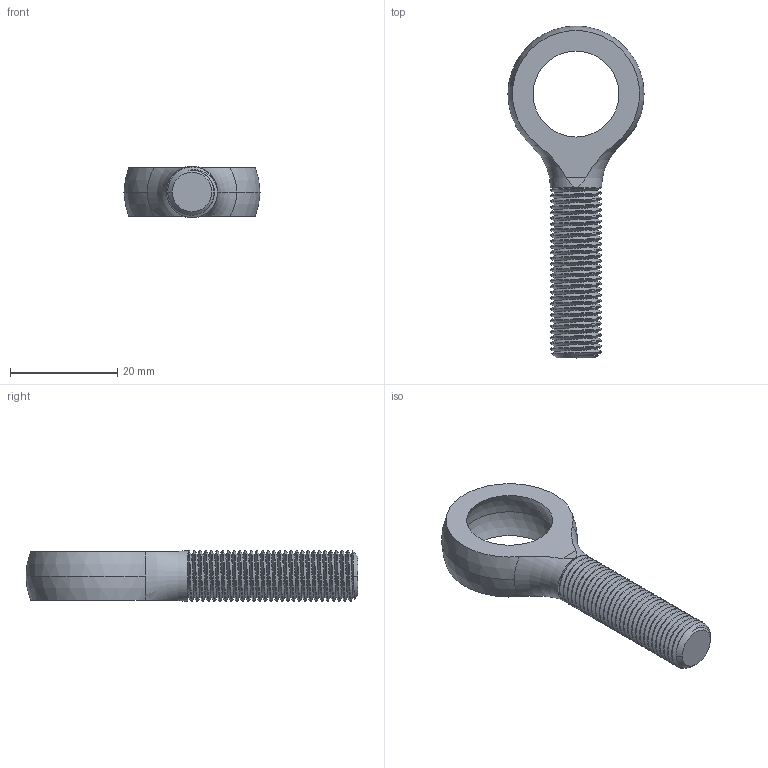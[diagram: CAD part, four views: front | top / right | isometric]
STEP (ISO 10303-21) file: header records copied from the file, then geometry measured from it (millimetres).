
FILE_DESCRIPTION (( 'STEP AP203' ), '1' );
FILE_NAME ('0.375HeimOutside_60645K141_sldprt.STEP', '2023-01-20T01:24:09', ( '' ), ( '' ), 'SwSTEP 2.0', 'SolidWorks 2022', '' );
FILE_SCHEMA (( 'CONFIG_CONTROL_DESIGN' ));
Length unit declared in the file: inch
Products named in the file (1): 0.375HeimOutside_60645K141_sldprt
Bounding box: 25.4 x 61.91 x 9.53 mm (x, y, z)
Volume: 4594.3 mm3; surface area: 3422.5 mm2
Topology: 1 solids, 1 shells, 77 faces, 223 edges, 148 vertices
Faces by surface type: cylinder 59, plane 6, sphere 4, torus 3, bspline 3, cone 2
Entity records: 7738 total; most frequent: CARTESIAN_POINT 6016, ORIENTED_EDGE 440, DIRECTION 258, EDGE_CURVE 220, VERTEX_POINT 147, AXIS2_PLACEMENT_3D 98, EDGE_LOOP 81, FACE_OUTER_BOUND 77
